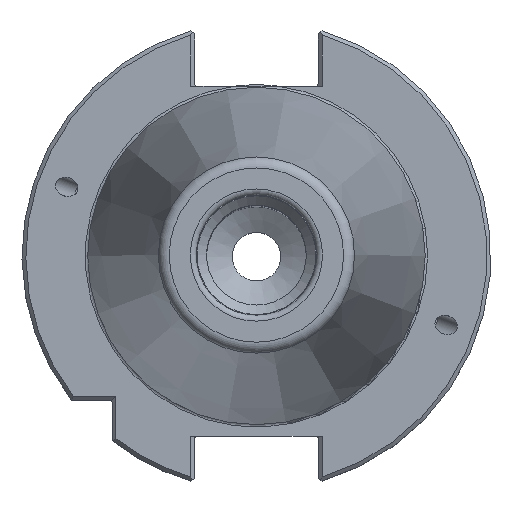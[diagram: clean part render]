
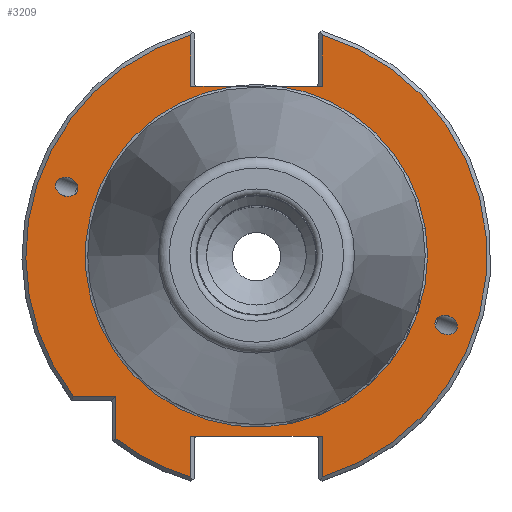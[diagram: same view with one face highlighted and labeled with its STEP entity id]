
A CAD part, top view. The second image highlights one B-rep face of the part: STEP entity #3209.
In plain terms, the highlighted planar face has unit normal (0, 0, 1).
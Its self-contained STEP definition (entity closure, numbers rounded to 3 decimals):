
#20=ELLIPSE('',#3397,2.381,1.95);
#23=ELLIPSE('',#3410,2.381,1.95);
#60=LINE('',#4732,#160);
#64=LINE('',#4748,#164);
#76=LINE('',#4904,#176);
#81=LINE('',#4918,#181);
#102=LINE('',#4984,#202);
#103=LINE('',#4986,#203);
#104=LINE('',#4988,#204);
#105=LINE('',#4989,#205);
#106=LINE('',#4990,#206);
#160=VECTOR('',#3849,1000.);
#164=VECTOR('',#3859,1000.);
#176=VECTOR('',#3955,1000.);
#181=VECTOR('',#3966,1000.);
#202=VECTOR('',#4025,1000.);
#203=VECTOR('',#4028,1000.);
#204=VECTOR('',#4029,1000.);
#205=VECTOR('',#4030,1000.);
#206=VECTOR('',#4031,1000.);
#265=PLANE('',#3466);
#415=CIRCLE('',#3403,47.95);
#417=CIRCLE('',#3406,35.591);
#418=CIRCLE('',#3408,47.95);
#419=CIRCLE('',#3412,47.95);
#874=ORIENTED_EDGE('',*,*,#1198,.F.);
#875=ORIENTED_EDGE('',*,*,#1197,.T.);
#876=ORIENTED_EDGE('',*,*,#1278,.T.);
#877=ORIENTED_EDGE('',*,*,#1279,.F.);
#878=ORIENTED_EDGE('',*,*,#1280,.T.);
#879=ORIENTED_EDGE('',*,*,#1200,.T.);
#880=ORIENTED_EDGE('',*,*,#1248,.T.);
#881=ORIENTED_EDGE('',*,*,#1281,.F.);
#882=ORIENTED_EDGE('',*,*,#1195,.F.);
#883=ORIENTED_EDGE('',*,*,#1282,.F.);
#884=ORIENTED_EDGE('',*,*,#1241,.T.);
#885=ORIENTED_EDGE('',*,*,#1192,.T.);
#886=ORIENTED_EDGE('',*,*,#1191,.T.);
#887=ORIENTED_EDGE('',*,*,#1184,.T.);
#888=ORIENTED_EDGE('',*,*,#1182,.F.);
#1182=EDGE_CURVE('',#1460,#1460,#20,.T.);
#1184=EDGE_CURVE('',#1462,#1461,#60,.T.);
#1191=EDGE_CURVE('',#1465,#1462,#64,.T.);
#1192=EDGE_CURVE('',#1467,#1465,#415,.T.);
#1195=EDGE_CURVE('',#1469,#1468,#417,.T.);
#1197=EDGE_CURVE('',#1461,#1470,#418,.T.);
#1198=EDGE_CURVE('',#1471,#1471,#23,.T.);
#1200=EDGE_CURVE('',#1474,#1473,#419,.T.);
#1241=EDGE_CURVE('',#1497,#1467,#76,.T.);
#1248=EDGE_CURVE('',#1473,#1502,#81,.T.);
#1278=EDGE_CURVE('',#1470,#1520,#102,.T.);
#1279=EDGE_CURVE('',#1521,#1520,#103,.T.);
#1280=EDGE_CURVE('',#1521,#1474,#104,.T.);
#1281=EDGE_CURVE('',#1468,#1502,#105,.T.);
#1282=EDGE_CURVE('',#1497,#1469,#106,.T.);
#1460=VERTEX_POINT('',#4725);
#1461=VERTEX_POINT('',#4731);
#1462=VERTEX_POINT('',#4733);
#1465=VERTEX_POINT('',#4744);
#1467=VERTEX_POINT('',#4751);
#1468=VERTEX_POINT('',#4758);
#1469=VERTEX_POINT('',#4759);
#1470=VERTEX_POINT('',#4766);
#1471=VERTEX_POINT('',#4770);
#1473=VERTEX_POINT('',#4777);
#1474=VERTEX_POINT('',#4779);
#1497=VERTEX_POINT('',#4905);
#1502=VERTEX_POINT('',#4917);
#1520=VERTEX_POINT('',#4983);
#1521=VERTEX_POINT('',#4987);
#1800=EDGE_LOOP('',(#874));
#1801=EDGE_LOOP('',(#875,#876,#877,#878,#879,#880,#881,#882,#883,#884,#885,
#886,#887));
#1802=EDGE_LOOP('',(#888));
#2017=FACE_BOUND('',#1800,.T.);
#2018=FACE_BOUND('',#1801,.T.);
#2019=FACE_BOUND('',#1802,.T.);
#3209=ADVANCED_FACE('',(#2017,#2018,#2019),#265,.T.);
#3397=AXIS2_PLACEMENT_3D('',#4724,#3845,#3846);
#3403=AXIS2_PLACEMENT_3D('',#4750,#3862,#3863);
#3406=AXIS2_PLACEMENT_3D('',#4760,#3868,#3869);
#3408=AXIS2_PLACEMENT_3D('',#4767,#3872,#3873);
#3410=AXIS2_PLACEMENT_3D('',#4769,#3876,#3877);
#3412=AXIS2_PLACEMENT_3D('',#4778,#3880,#3881);
#3466=AXIS2_PLACEMENT_3D('',#4985,#4026,#4027);
#3845=DIRECTION('',(0.,0.,1.));
#3846=DIRECTION('',(-0.94,0.342,0.));
#3849=DIRECTION('',(0.,-1.,0.));
#3859=DIRECTION('',(1.,0.,0.));
#3862=DIRECTION('',(0.,0.,1.));
#3863=DIRECTION('',(1.,0.,0.));
#3868=DIRECTION('',(0.,0.,1.));
#3869=DIRECTION('',(1.,0.,0.));
#3872=DIRECTION('',(0.,0.,1.));
#3873=DIRECTION('',(1.,0.,0.));
#3876=DIRECTION('',(0.,0.,1.));
#3877=DIRECTION('',(0.94,-0.342,0.));
#3880=DIRECTION('',(0.,0.,1.));
#3881=DIRECTION('',(1.,0.,0.));
#3955=DIRECTION('',(0.,1.,0.));
#3966=DIRECTION('',(0.,-1.,0.));
#4025=DIRECTION('',(0.,1.,0.));
#4026=DIRECTION('',(0.,0.,1.));
#4027=DIRECTION('',(1.,0.,0.));
#4028=DIRECTION('',(-1.,0.,0.));
#4029=DIRECTION('',(0.,-1.,0.));
#4030=DIRECTION('',(1.,0.,0.));
#4031=DIRECTION('',(1.,0.,0.));
#4724=CARTESIAN_POINT('',(39.467,-14.365,-3.2));
#4725=CARTESIAN_POINT('',(37.23,-13.551,-3.2));
#4731=CARTESIAN_POINT('',(-29.2,-38.034,-3.2));
#4732=CARTESIAN_POINT('',(-29.2,-38.616,-3.2));
#4733=CARTESIAN_POINT('',(-29.2,-29.2,-3.2));
#4744=CARTESIAN_POINT('',(-38.034,-29.2,-3.2));
#4748=CARTESIAN_POINT('',(-30.,-29.2,-3.2));
#4750=CARTESIAN_POINT('',(0.,0.,-3.2));
#4751=CARTESIAN_POINT('',(-13.65,45.966,-3.2));
#4758=CARTESIAN_POINT('',(4.543,35.3,-3.2));
#4759=CARTESIAN_POINT('',(-4.543,35.3,-3.2));
#4760=CARTESIAN_POINT('',(0.,0.,-3.2));
#4766=CARTESIAN_POINT('',(-13.65,-45.966,-3.2));
#4767=CARTESIAN_POINT('',(0.,0.,-3.2));
#4769=CARTESIAN_POINT('',(-39.467,14.365,-3.2));
#4770=CARTESIAN_POINT('',(-37.23,13.551,-3.2));
#4777=CARTESIAN_POINT('',(13.65,45.966,-3.2));
#4778=CARTESIAN_POINT('',(0.,0.,-3.2));
#4779=CARTESIAN_POINT('',(13.65,-45.966,-3.2));
#4904=CARTESIAN_POINT('',(-13.65,47.181,-3.2));
#4905=CARTESIAN_POINT('',(-13.65,35.3,-3.2));
#4917=CARTESIAN_POINT('',(13.65,35.3,-3.2));
#4918=CARTESIAN_POINT('',(13.65,35.3,-3.2));
#4983=CARTESIAN_POINT('',(-13.65,-37.5,-3.2));
#4984=CARTESIAN_POINT('',(-13.65,-37.5,-3.2));
#4985=CARTESIAN_POINT('',(35.591,0.,-3.2));
#4986=CARTESIAN_POINT('',(12.85,-37.5,-3.2));
#4987=CARTESIAN_POINT('',(13.65,-37.5,-3.2));
#4988=CARTESIAN_POINT('',(13.65,-47.181,-3.2));
#4989=CARTESIAN_POINT('',(-12.85,35.3,-3.2));
#4990=CARTESIAN_POINT('',(-12.85,35.3,-3.2));
